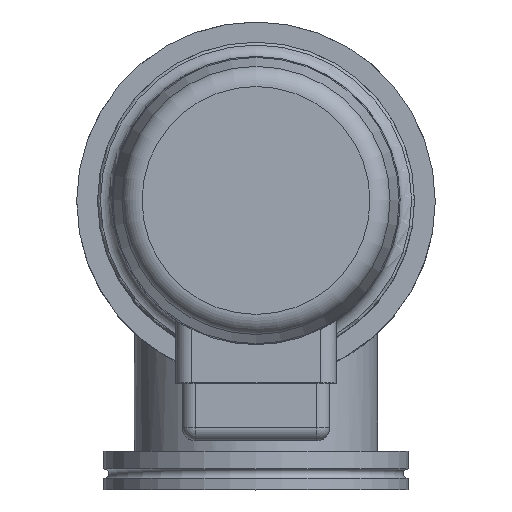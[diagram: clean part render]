
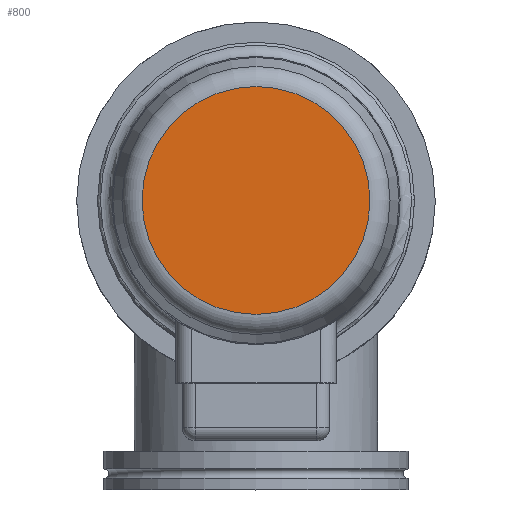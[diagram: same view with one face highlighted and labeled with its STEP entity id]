
A CAD part, top view. The second image highlights one B-rep face of the part: STEP entity #800.
In plain terms, the highlighted planar face has unit normal (0, 0, 1).
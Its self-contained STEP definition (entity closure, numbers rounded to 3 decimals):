
#800=ADVANCED_FACE('',(#1556),#1558,.T.);
#1556=FACE_BOUND('',#1557,.T.);
#1557=EDGE_LOOP('',(#2258));
#1558=PLANE('',#1559);
#1559=AXIS2_PLACEMENT_3D('',#1560,#1561,#1562);
#1560=CARTESIAN_POINT('',(0.,0.,303.5));
#1561=DIRECTION('',(0.,0.,1.));
#1562=DIRECTION('',(1.,0.,0.));
#2258=ORIENTED_EDGE('',*,*,#2512,.T.);
#2512=EDGE_CURVE('',#2766,#2766,#2767,.T.);
#2766=VERTEX_POINT('',#3274);
#2767=CIRCLE('',#3275,35.591);
#3274=CARTESIAN_POINT('',(35.591,0.,303.5));
#3275=AXIS2_PLACEMENT_3D('',#3276,#3277,#3278);
#3276=CARTESIAN_POINT('',(0.,0.,303.5));
#3277=DIRECTION('',(0.,0.,1.));
#3278=DIRECTION('',(1.,0.,0.));
